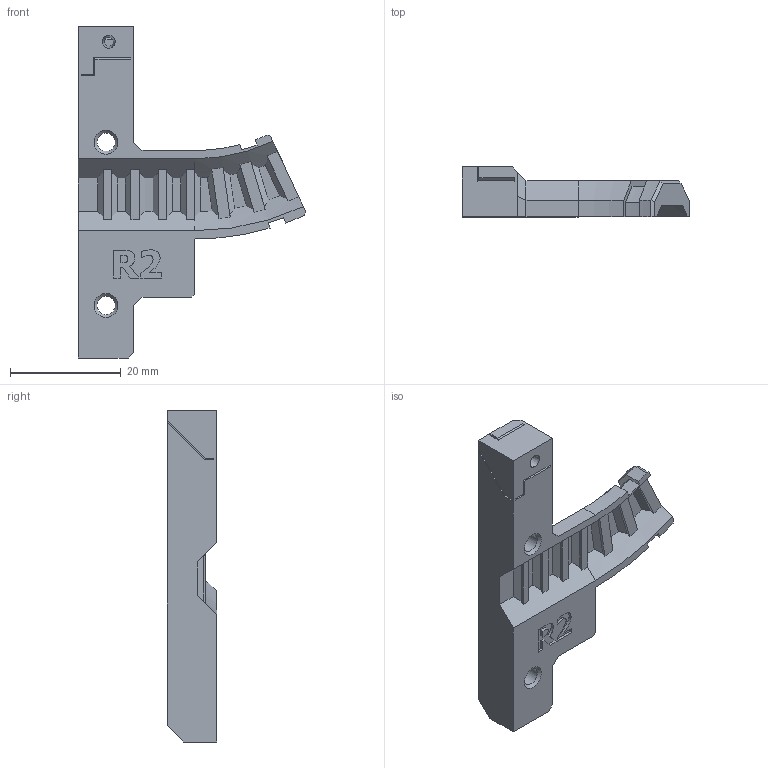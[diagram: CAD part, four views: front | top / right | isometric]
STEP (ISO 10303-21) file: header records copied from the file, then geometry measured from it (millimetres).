
FILE_DESCRIPTION(/* description */ (''),/* implementation_level */ '2;1');
FILE_NAME(/* name */ 'ext-cable-holder-b-R2.stp',/* time_stamp */ '2023-07-10T12:54:47+02:00',/* author */ ('Eliáš Knor'),/* organization */ (''),/* preprocessor_version */ 'ST-DEVELOPER v19',/* originating_system */ 'Autodesk Inventor 2023',/* authorisation */ '');
FILE_SCHEMA (('AUTOMOTIVE_DESIGN { 1 0 10303 214 3 1 1 }'));
Length unit declared in the file: millimetre
Products named in the file (1): ext-cable-holder-b E2
Bounding box: 41.07 x 9 x 60 mm (x, y, z)
Volume: 6711.2 mm3; surface area: 4402.3 mm2
Topology: 1 solids, 1 shells, 160 faces, 442 edges, 288 vertices
Faces by surface type: plane 119, bspline 20, cylinder 12, cone 9
Full cylindrical faces by diameter (mm): 1.65 x1, 3.3 x2, 6 x2
Entity records: 5226 total; most frequent: CARTESIAN_POINT 1200, ORIENTED_EDGE 884, DIRECTION 724, EDGE_CURVE 442, LINE 334, VECTOR 334, VERTEX_POINT 288, AXIS2_PLACEMENT_3D 195
